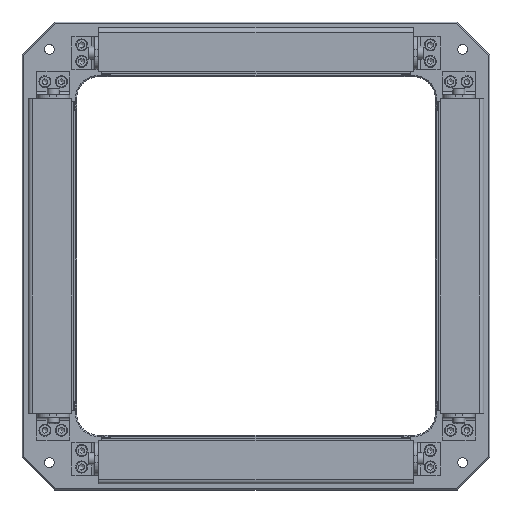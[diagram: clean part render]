
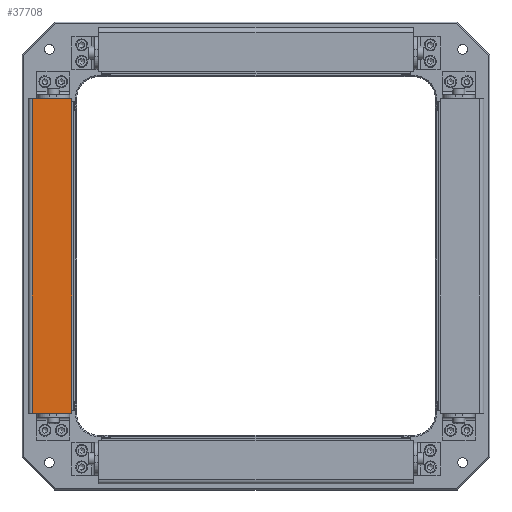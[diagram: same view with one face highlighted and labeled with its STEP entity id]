
A CAD part, top view. The second image highlights one B-rep face of the part: STEP entity #37708.
In plain terms, the highlighted planar face has unit normal (0, 0, 1).
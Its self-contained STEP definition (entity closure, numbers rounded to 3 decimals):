
#37669=CARTESIAN_POINT('',(12.619,107.,32.5));
#37670=DIRECTION('',(0.0,0.0,-1.0));
#37671=DIRECTION('',(0.0,1.0,0.0));
#37672=AXIS2_PLACEMENT_3D('',#37669,#37670,#37671);
#37673=PLANE('',#37672);
#37674=CARTESIAN_POINT('',(4.75,179.,32.5));
#37675=VERTEX_POINT('',#37674);
#37676=CARTESIAN_POINT('',(4.75,35.,32.5));
#37677=VERTEX_POINT('',#37676);
#37678=CARTESIAN_POINT('',(4.75,179.,32.5));
#37679=DIRECTION('',(0.0,-1.0,0.0));
#37680=VECTOR('',#37679,144.);
#37681=LINE('',#37678,#37680);
#37682=EDGE_CURVE('',#37675,#37677,#37681,.T.);
#37683=ORIENTED_EDGE('',*,*,#37682,.T.);
#37684=CARTESIAN_POINT('',(22.75,35.,32.5));
#37685=VERTEX_POINT('',#37684);
#37686=CARTESIAN_POINT('',(4.75,35.,32.5));
#37687=DIRECTION('',(1.0,0.0,0.0));
#37688=VECTOR('',#37687,18.0);
#37689=LINE('',#37686,#37688);
#37690=EDGE_CURVE('',#37677,#37685,#37689,.T.);
#37691=ORIENTED_EDGE('',*,*,#37690,.T.);
#37692=CARTESIAN_POINT('',(22.75,179.,32.5));
#37693=VERTEX_POINT('',#37692);
#37694=CARTESIAN_POINT('',(22.75,179.,32.5));
#37695=DIRECTION('',(0.0,-1.0,0.0));
#37696=VECTOR('',#37695,144.0);
#37697=LINE('',#37694,#37696);
#37698=EDGE_CURVE('',#37693,#37685,#37697,.T.);
#37699=ORIENTED_EDGE('',*,*,#37698,.F.);
#37700=CARTESIAN_POINT('',(22.75,179.,32.5));
#37701=DIRECTION('',(-1.0,0.0,0.0));
#37702=VECTOR('',#37701,18.0);
#37703=LINE('',#37700,#37702);
#37704=EDGE_CURVE('',#37693,#37675,#37703,.T.);
#37705=ORIENTED_EDGE('',*,*,#37704,.T.);
#37706=EDGE_LOOP('',(#37683,#37691,#37699,#37705));
#37707=FACE_OUTER_BOUND('',#37706,.T.);
#37708=ADVANCED_FACE('',(#37707),#37673,.F.);
